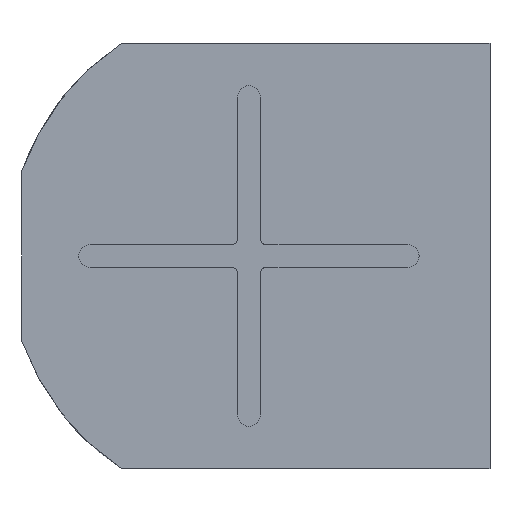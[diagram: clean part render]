
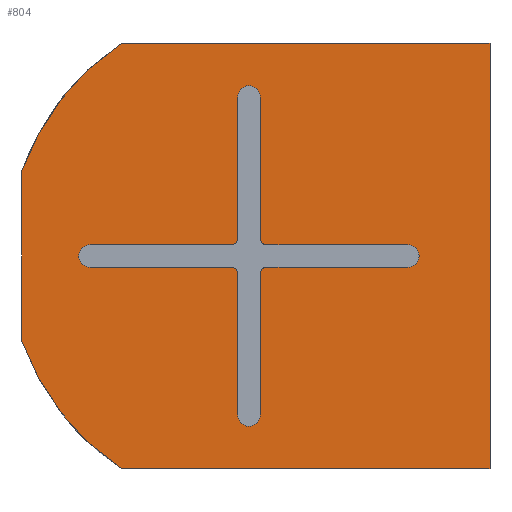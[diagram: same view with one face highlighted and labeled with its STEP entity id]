
A CAD part, left-side view. The second image highlights one B-rep face of the part: STEP entity #804.
In plain terms, the highlighted planar face has unit normal (-1, 0, 0).
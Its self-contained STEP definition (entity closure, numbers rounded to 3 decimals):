
#10=CARTESIAN_POINT('',(0.,8.,0.));
#11=DIRECTION('',(-1.,0.,0.));
#12=DIRECTION('',(0.,0.555,0.832));
#13=AXIS2_PLACEMENT_3D('',#10,#11,#12);
#15=DIRECTION('',(0.,1.,0.));
#16=VECTOR('',#15,13.);
#17=CARTESIAN_POINT('',(0.,0.,7.5));
#18=LINE('',#17,#16);
#19=DIRECTION('',(0.,-1.,0.));
#20=VECTOR('',#19,13.);
#21=CARTESIAN_POINT('',(0.,13.,-7.5));
#22=LINE('',#21,#20);
#23=CARTESIAN_POINT('',(0.,8.,0.));
#24=DIRECTION('',(-1.,0.,0.));
#25=DIRECTION('',(0.,0.943,-0.333));
#26=AXIS2_PLACEMENT_3D('',#23,#24,#25);
#28=CARTESIAN_POINT('',(0.,9.1,0.6));
#29=DIRECTION('',(-1.,0.,0.));
#30=DIRECTION('',(0.,0.,-1.));
#31=AXIS2_PLACEMENT_3D('',#28,#29,#30);
#33=CARTESIAN_POINT('',(0.,14.1,0.));
#34=DIRECTION('',(1.,0.,0.));
#35=DIRECTION('',(0.,0.,-1.));
#36=AXIS2_PLACEMENT_3D('',#33,#34,#35);
#38=CARTESIAN_POINT('',(0.,9.1,-0.6));
#39=DIRECTION('',(-1.,0.,0.));
#40=DIRECTION('',(0.,-1.,0.));
#41=AXIS2_PLACEMENT_3D('',#38,#39,#40);
#43=CARTESIAN_POINT('',(0.,8.5,-5.6));
#44=DIRECTION('',(1.,0.,0.));
#45=DIRECTION('',(0.,-1.,0.));
#46=AXIS2_PLACEMENT_3D('',#43,#44,#45);
#48=CARTESIAN_POINT('',(0.,7.9,-0.6));
#49=DIRECTION('',(-1.,0.,0.));
#50=DIRECTION('',(0.,0.,1.));
#51=AXIS2_PLACEMENT_3D('',#48,#49,#50);
#53=CARTESIAN_POINT('',(0.,2.9,0.));
#54=DIRECTION('',(1.,0.,0.));
#55=DIRECTION('',(0.,0.,1.));
#56=AXIS2_PLACEMENT_3D('',#53,#54,#55);
#58=CARTESIAN_POINT('',(0.,7.9,0.6));
#59=DIRECTION('',(-1.,0.,0.));
#60=DIRECTION('',(0.,1.,0.));
#61=AXIS2_PLACEMENT_3D('',#58,#59,#60);
#63=CARTESIAN_POINT('',(0.,8.5,5.6));
#64=DIRECTION('',(1.,0.,0.));
#65=DIRECTION('',(0.,1.,0.));
#66=AXIS2_PLACEMENT_3D('',#63,#64,#65);
#102=DIRECTION('',(0.,0.,1.));
#103=VECTOR('',#102,6.);
#104=CARTESIAN_POINT('',(0.,16.5,-3.));
#105=LINE('',#104,#103);
#137=DIRECTION('',(0.,0.,-1.));
#138=VECTOR('',#137,15.);
#139=CARTESIAN_POINT('',(0.,0.,7.5));
#140=LINE('',#139,#138);
#412=DIRECTION('',(0.,1.,0.));
#413=VECTOR('',#412,5.);
#414=CARTESIAN_POINT('',(0.,9.1,0.4));
#415=LINE('',#414,#413);
#488=DIRECTION('',(0.,-1.,0.));
#489=VECTOR('',#488,5.);
#490=CARTESIAN_POINT('',(0.,7.9,-0.4));
#491=LINE('',#490,#489);
#500=DIRECTION('',(0.,0.,1.));
#501=VECTOR('',#500,5.);
#502=CARTESIAN_POINT('',(0.,8.1,-5.6));
#503=LINE('',#502,#501);
#512=DIRECTION('',(0.,0.,-1.));
#513=VECTOR('',#512,5.);
#514=CARTESIAN_POINT('',(0.,8.9,-0.6));
#515=LINE('',#514,#513);
#524=DIRECTION('',(0.,-1.,0.));
#525=VECTOR('',#524,5.);
#526=CARTESIAN_POINT('',(0.,14.1,-0.4));
#527=LINE('',#526,#525);
#544=DIRECTION('',(0.,1.,0.));
#545=VECTOR('',#544,5.);
#546=CARTESIAN_POINT('',(0.,2.9,0.4));
#547=LINE('',#546,#545);
#556=DIRECTION('',(0.,0.,1.));
#557=VECTOR('',#556,5.);
#558=CARTESIAN_POINT('',(0.,8.1,0.6));
#559=LINE('',#558,#557);
#568=DIRECTION('',(0.,0.,-1.));
#569=VECTOR('',#568,5.);
#570=CARTESIAN_POINT('',(0.,8.9,5.6));
#571=LINE('',#570,#569);
#572=CARTESIAN_POINT('',(0.,9.1,0.4));
#573=CARTESIAN_POINT('',(0.,8.9,0.6));
#574=VERTEX_POINT('',#572);
#575=VERTEX_POINT('',#573);
#580=CARTESIAN_POINT('',(0.,14.1,0.4));
#581=VERTEX_POINT('',#580);
#584=CARTESIAN_POINT('',(0.,13.,7.5));
#585=CARTESIAN_POINT('',(0.,16.5,3.));
#586=VERTEX_POINT('',#584);
#587=VERTEX_POINT('',#585);
#588=CARTESIAN_POINT('',(0.,16.5,-3.));
#589=VERTEX_POINT('',#588);
#590=CARTESIAN_POINT('',(0.,13.,-7.5));
#591=VERTEX_POINT('',#590);
#592=CARTESIAN_POINT('',(0.,0.,-7.5));
#593=VERTEX_POINT('',#592);
#594=CARTESIAN_POINT('',(0.,0.,7.5));
#595=VERTEX_POINT('',#594);
#596=CARTESIAN_POINT('',(0.,8.9,5.6));
#597=VERTEX_POINT('',#596);
#598=CARTESIAN_POINT('',(0.,8.1,5.6));
#599=VERTEX_POINT('',#598);
#600=CARTESIAN_POINT('',(0.,8.1,0.6));
#601=VERTEX_POINT('',#600);
#602=CARTESIAN_POINT('',(0.,7.9,0.4));
#603=VERTEX_POINT('',#602);
#604=CARTESIAN_POINT('',(0.,2.9,0.4));
#605=VERTEX_POINT('',#604);
#606=CARTESIAN_POINT('',(0.,2.9,-0.4));
#607=VERTEX_POINT('',#606);
#608=CARTESIAN_POINT('',(0.,7.9,-0.4));
#609=VERTEX_POINT('',#608);
#610=CARTESIAN_POINT('',(0.,8.1,-0.6));
#611=VERTEX_POINT('',#610);
#612=CARTESIAN_POINT('',(0.,8.1,-5.6));
#613=VERTEX_POINT('',#612);
#614=CARTESIAN_POINT('',(0.,8.9,-5.6));
#615=VERTEX_POINT('',#614);
#616=CARTESIAN_POINT('',(0.,8.9,-0.6));
#617=VERTEX_POINT('',#616);
#618=CARTESIAN_POINT('',(0.,9.1,-0.4));
#619=VERTEX_POINT('',#618);
#620=CARTESIAN_POINT('',(0.,14.1,-0.4));
#621=VERTEX_POINT('',#620);
#752=CARTESIAN_POINT('',(0.,16.5,0.));
#753=DIRECTION('',(-1.,0.,0.));
#754=DIRECTION('',(0.,-1.,0.));
#755=AXIS2_PLACEMENT_3D('',#752,#753,#754);
#756=PLANE('',#755);
#758=ORIENTED_EDGE('',*,*,#757,.F.);
#760=ORIENTED_EDGE('',*,*,#759,.F.);
#762=ORIENTED_EDGE('',*,*,#761,.T.);
#764=ORIENTED_EDGE('',*,*,#763,.F.);
#766=ORIENTED_EDGE('',*,*,#765,.F.);
#768=ORIENTED_EDGE('',*,*,#767,.T.);
#769=EDGE_LOOP('',(#758,#760,#762,#764,#766,#768));
#770=FACE_OUTER_BOUND('',#769,.F.);
#771=ORIENTED_EDGE('',*,*,#741,.F.);
#773=ORIENTED_EDGE('',*,*,#772,.T.);
#775=ORIENTED_EDGE('',*,*,#774,.F.);
#777=ORIENTED_EDGE('',*,*,#776,.T.);
#779=ORIENTED_EDGE('',*,*,#778,.F.);
#781=ORIENTED_EDGE('',*,*,#780,.T.);
#783=ORIENTED_EDGE('',*,*,#782,.F.);
#785=ORIENTED_EDGE('',*,*,#784,.T.);
#787=ORIENTED_EDGE('',*,*,#786,.F.);
#789=ORIENTED_EDGE('',*,*,#788,.T.);
#791=ORIENTED_EDGE('',*,*,#790,.F.);
#793=ORIENTED_EDGE('',*,*,#792,.T.);
#795=ORIENTED_EDGE('',*,*,#794,.F.);
#797=ORIENTED_EDGE('',*,*,#796,.T.);
#799=ORIENTED_EDGE('',*,*,#798,.F.);
#801=ORIENTED_EDGE('',*,*,#800,.T.);
#802=EDGE_LOOP('',(#771,#773,#775,#777,#779,#781,#783,#785,#787,#789,#791,#793,
#795,#797,#799,#801));
#803=FACE_BOUND('',#802,.F.);
#804=ADVANCED_FACE('',(#770,#803),#756,.T.);
#14=CIRCLE('',#13,9.014);
#27=CIRCLE('',#26,9.014);
#32=CIRCLE('',#31,0.2);
#37=CIRCLE('',#36,0.4);
#42=CIRCLE('',#41,0.2);
#47=CIRCLE('',#46,0.4);
#52=CIRCLE('',#51,0.2);
#57=CIRCLE('',#56,0.4);
#62=CIRCLE('',#61,0.2);
#67=CIRCLE('',#66,0.4);
#741=EDGE_CURVE('',#574,#575,#32,.T.);
#757=EDGE_CURVE('',#586,#587,#14,.T.);
#759=EDGE_CURVE('',#595,#586,#18,.T.);
#761=EDGE_CURVE('',#595,#593,#140,.T.);
#763=EDGE_CURVE('',#591,#593,#22,.T.);
#765=EDGE_CURVE('',#589,#591,#27,.T.);
#767=EDGE_CURVE('',#589,#587,#105,.T.);
#772=EDGE_CURVE('',#574,#581,#415,.T.);
#774=EDGE_CURVE('',#621,#581,#37,.T.);
#776=EDGE_CURVE('',#621,#619,#527,.T.);
#778=EDGE_CURVE('',#617,#619,#42,.T.);
#780=EDGE_CURVE('',#617,#615,#515,.T.);
#782=EDGE_CURVE('',#613,#615,#47,.T.);
#784=EDGE_CURVE('',#613,#611,#503,.T.);
#786=EDGE_CURVE('',#609,#611,#52,.T.);
#788=EDGE_CURVE('',#609,#607,#491,.T.);
#790=EDGE_CURVE('',#605,#607,#57,.T.);
#792=EDGE_CURVE('',#605,#603,#547,.T.);
#794=EDGE_CURVE('',#601,#603,#62,.T.);
#796=EDGE_CURVE('',#601,#599,#559,.T.);
#798=EDGE_CURVE('',#597,#599,#67,.T.);
#800=EDGE_CURVE('',#597,#575,#571,.T.);
